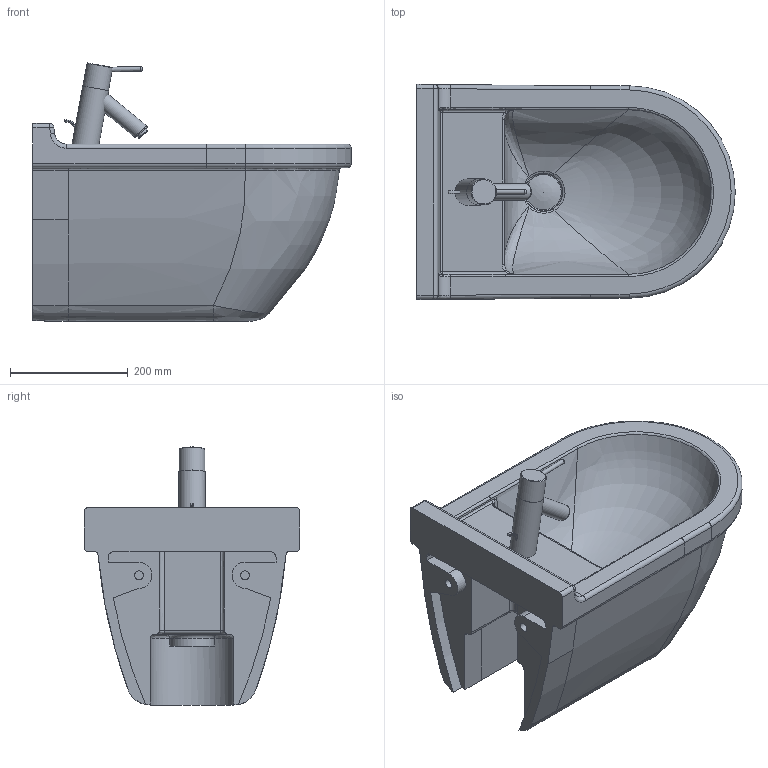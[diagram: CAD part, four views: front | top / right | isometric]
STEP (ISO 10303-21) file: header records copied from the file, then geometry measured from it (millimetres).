
FILE_DESCRIPTION((''),'2;1');
FILE_NAME('228015.stp','2012-02-28T22:21:50',('Administrator'),(''),'Autodesk Inventor 2011','Autodesk Inventor 2011','');
FILE_SCHEMA(('CONFIG_CONTROL_DESIGN'));
Length unit declared in the file: millimetre
Products named in the file (10): 228015; Kelch; Stopfen; Baterie_Starck3; hebel1; Griff_2Starck3; Hebel3kurz; Halterstarck3; Neoperl_Starck3
Assembly tree (9 placements, depth 3):
  228015
    228015
    Kelch
    Stopfen
    Baterie_Starck3
      hebel1
      Griff_2Starck3
      Hebel3kurz
      Halterstarck3
      Neoperl_Starck3
Bounding box: 540.01 x 365 x 437.53 mm (x, y, z)
Volume: 21948544 mm3; surface area: 1019268.7 mm2
Topology: 8 solids, 8 shells, 227 faces, 531 edges, 315 vertices
Faces by surface type: bspline 75, plane 65, cylinder 61, torus 16, sphere 8, cone 2
Full cylindrical faces by diameter (mm): 8 x1, 9.368 x1, 15 x2, 16 x1, 20 x2, 25 x1, 28 x1, 42 x1, 44 x2, 45 x1, 55 x1, 60 x1, 75 x1
Entity records: 10142 total; most frequent: CARTESIAN_POINT 5308, ORIENTED_EDGE 980, DIRECTION 835, EDGE_CURVE 490, AXIS2_PLACEMENT_3D 339, VERTEX_POINT 309, EDGE_LOOP 267, FACE_OUTER_BOUND 227
